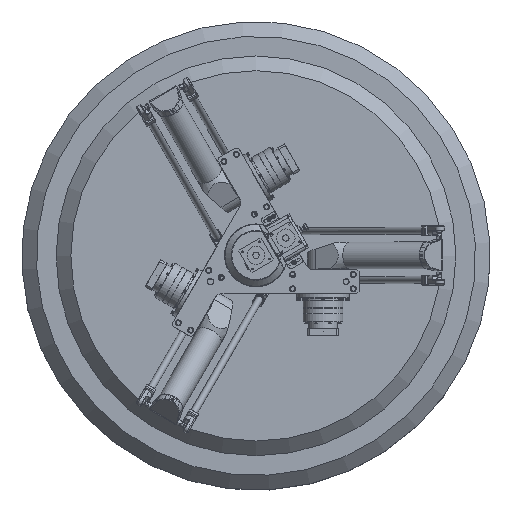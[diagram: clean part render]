
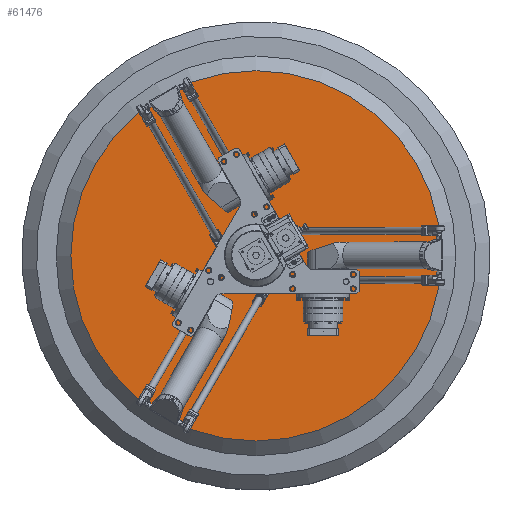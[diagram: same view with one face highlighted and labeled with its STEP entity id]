
A CAD part, top view. The second image highlights one B-rep face of the part: STEP entity #61476.
In plain terms, the highlighted face is planar.
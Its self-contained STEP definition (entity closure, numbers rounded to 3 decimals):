
#3680=PLANE('',#67207);
#7338=FACE_OUTER_BOUND('',#11270,.T.);
#11270=EDGE_LOOP('',(#49736));
#23700=CIRCLE('',#67205,414.9);
#28205=VERTEX_POINT('',#107423);
#35650=EDGE_CURVE('',#28205,#28205,#23700,.T.);
#49736=ORIENTED_EDGE('',*,*,#35650,.T.);
#61476=ADVANCED_FACE('',(#7338),#3680,.T.);
#67205=AXIS2_PLACEMENT_3D('',#107424,#80194,#80195);
#67207=AXIS2_PLACEMENT_3D('',#107428,#80199,#80200);
#80194=DIRECTION('center_axis',(0.,1.,0.));
#80195=DIRECTION('ref_axis',(-1.,0.,0.));
#80199=DIRECTION('center_axis',(0.,1.,0.));
#80200=DIRECTION('ref_axis',(0.,0.,1.));
#107423=CARTESIAN_POINT('',(414.9,350.,0.));
#107424=CARTESIAN_POINT('Origin',(0.,350.,0.));
#107428=CARTESIAN_POINT('Origin',(-207.45,350.,0.));
